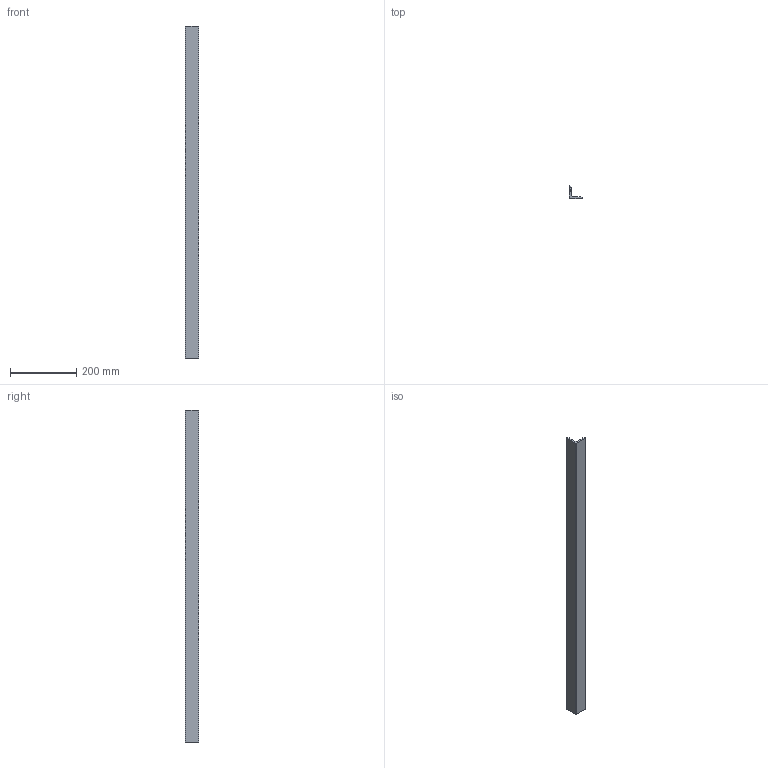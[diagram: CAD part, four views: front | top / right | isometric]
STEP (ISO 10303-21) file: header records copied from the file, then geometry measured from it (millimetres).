
FILE_DESCRIPTION (( 'STEP AP214' ), '1' );
FILE_NAME ('4040S5 Ïðîôèëü àëþìèíèåâûé (óãîëîê) 40õ40õ5 (Àí. ñåðåáðî).STEP', '2023-09-29T06:38:47', ( '' ), ( '' ), 'SwSTEP 2.0', 'SolidWorks 2022', '' );
FILE_SCHEMA (( 'AUTOMOTIVE_DESIGN' ));
Length unit declared in the file: millimetre
Products named in the file (1): 4040S5 Профиль алюминиевый (уголок) 40х40х5 (Ан. серебро)
Bounding box: 40 x 40 x 1000 mm (x, y, z)
Volume: 364352.4 mm3; surface area: 153452 mm2
Topology: 1 solids, 1 shells, 34 faces, 96 edges, 64 vertices
Faces by surface type: cylinder 19, plane 15
Entity records: 1152 total; most frequent: DIRECTION 204, CARTESIAN_POINT 195, ORIENTED_EDGE 192, EDGE_CURVE 96, AXIS2_PLACEMENT_3D 73, VERTEX_POINT 64, LINE 58, VECTOR 58
